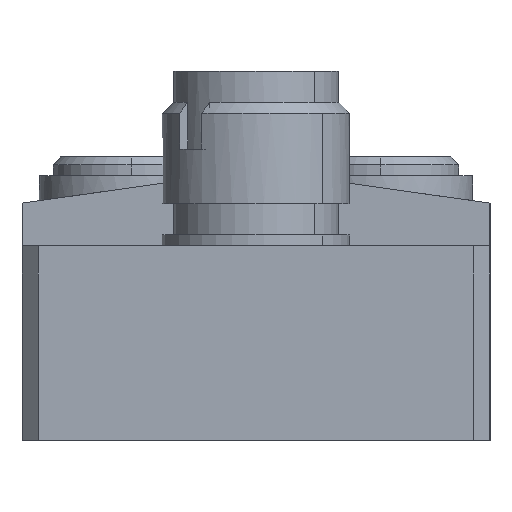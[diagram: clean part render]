
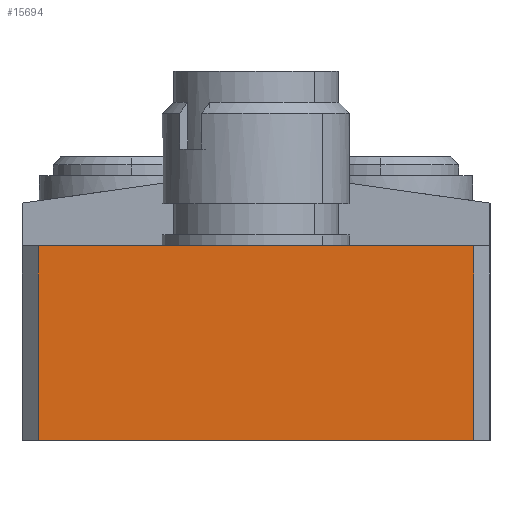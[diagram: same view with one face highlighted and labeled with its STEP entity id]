
A CAD part, left-side view. The second image highlights one B-rep face of the part: STEP entity #15694.
In plain terms, the highlighted planar face has unit normal (-1, 0, 0).
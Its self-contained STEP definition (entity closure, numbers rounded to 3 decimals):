
#68=DIRECTION('',(0.,1.,0.));
#69=VECTOR('',#68,27.9);
#70=CARTESIAN_POINT('',(20.5,-13.95,0.));
#71=LINE('',#70,#69);
#368=DIRECTION('',(0.,-1.,0.));
#369=VECTOR('',#368,27.9);
#370=CARTESIAN_POINT('',(20.5,13.95,12.5));
#371=LINE('',#370,#369);
#405=DIRECTION('',(0.,0.,1.));
#406=VECTOR('',#405,12.5);
#407=CARTESIAN_POINT('',(20.5,-13.95,0.));
#408=LINE('',#407,#406);
#412=DIRECTION('',(0.,0.,-1.));
#413=VECTOR('',#412,12.5);
#414=CARTESIAN_POINT('',(20.5,13.95,12.5));
#415=LINE('',#414,#413);
#13177=CARTESIAN_POINT('',(20.5,13.95,0.));
#13178=VERTEX_POINT('',#13177);
#13179=CARTESIAN_POINT('',(20.5,-13.95,0.));
#13180=VERTEX_POINT('',#13179);
#13191=CARTESIAN_POINT('',(20.5,13.95,12.5));
#13192=VERTEX_POINT('',#13191);
#13193=CARTESIAN_POINT('',(20.5,-13.95,12.5));
#13194=VERTEX_POINT('',#13193);
#15682=CARTESIAN_POINT('',(20.5,0.,7.983));
#15683=DIRECTION('',(1.,0.,0.));
#15684=DIRECTION('',(0.,0.,-1.));
#15685=AXIS2_PLACEMENT_3D('',#15682,#15683,#15684);
#15686=PLANE('',#15685);
#15687=ORIENTED_EDGE('',*,*,#15674,.F.);
#15688=ORIENTED_EDGE('',*,*,#15421,.T.);
#15690=ORIENTED_EDGE('',*,*,#15689,.F.);
#15691=ORIENTED_EDGE('',*,*,#15653,.T.);
#15692=EDGE_LOOP('',(#15687,#15688,#15690,#15691));
#15693=FACE_OUTER_BOUND('',#15692,.F.);
#15694=ADVANCED_FACE('',(#15693),#15686,.F.);
#15421=EDGE_CURVE('',#13180,#13178,#71,.T.);
#15653=EDGE_CURVE('',#13192,#13194,#371,.T.);
#15674=EDGE_CURVE('',#13180,#13194,#408,.T.);
#15689=EDGE_CURVE('',#13192,#13178,#415,.T.);
